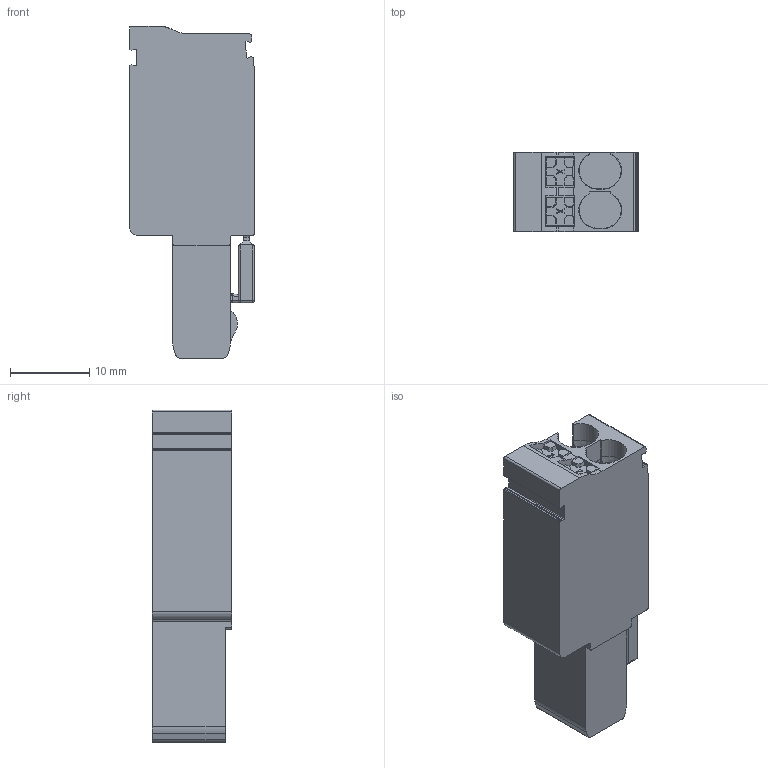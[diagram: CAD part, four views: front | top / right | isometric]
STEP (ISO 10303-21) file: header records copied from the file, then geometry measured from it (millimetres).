
FILE_DESCRIPTION(/* description */ ('Unknown'),/* implementation_level */ '2;1');
FILE_NAME(/* name */ 'PQPP2.5F-2W_3DSOLID',/* time_stamp */ '2024-09-21T17:23:53+06:00',/* author */ ('Unknown'),/* organization */ ('Unknown'),/* preprocessor_version */ 'ST-DEVELOPER v16.7',/* originating_system */ 'Solid Edge',/* authorisation */ 'Unknown');
FILE_SCHEMA (('AUTOMOTIVE_DESIGN {1 0 10303 214 3 1 1}'));
Length unit declared in the file: millimetre
Products named in the file (1): PQPP2.5F-2W_3DSOLID
Bounding box: 15.8 x 10 x 42 mm (x, y, z)
Volume: 4651.1 mm3; surface area: 3384.3 mm2
Topology: 1 solids, 4 shells, 671 faces, 1781 edges, 1142 vertices
Faces by surface type: plane 418, cylinder 180, bspline 48, cone 13, sphere 8, torus 4
Full cylindrical faces by diameter (mm): 1 x2, 1.4 x1
Entity records: 27860 total; most frequent: CARTESIAN_POINT 6259, ORIENTED_EDGE 3510, DIRECTION 3264, EDGE_CURVE 1755, LINE 1268, VECTOR 1268, VERTEX_POINT 1138, AXIS2_PLACEMENT_3D 998
